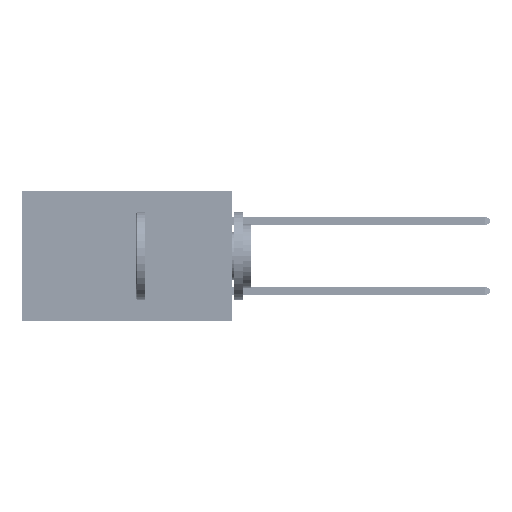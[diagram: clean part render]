
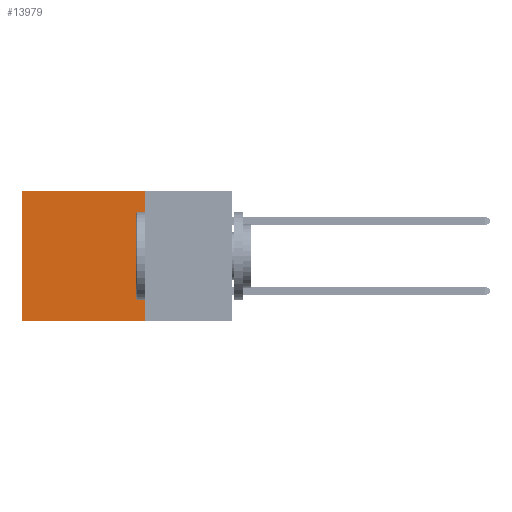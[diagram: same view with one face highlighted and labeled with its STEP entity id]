
A CAD part, left-side view. The second image highlights one B-rep face of the part: STEP entity #13979.
In plain terms, the highlighted planar face has unit normal (-1, 0, 0).
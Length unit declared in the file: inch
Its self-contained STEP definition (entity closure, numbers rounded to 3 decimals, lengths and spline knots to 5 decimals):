
#1613 = VERTEX_POINT ( 'NONE', #3401 ) ;
#2359 = DIRECTION ( 'NONE',  ( 0., 0., -1. ) ) ;
#2650 = VERTEX_POINT ( 'NONE', #14567 ) ;
#3401 = CARTESIAN_POINT ( 'NONE',  ( 0.2875, 0.25, 0. ) ) ;
#3849 = CARTESIAN_POINT ( 'NONE',  ( 0.2875, 0.25, 0. ) ) ;
#4629 = LINE ( 'NONE', #21058, #17079 ) ;
#5534 = DIRECTION ( 'NONE',  ( 0., 0., -1. ) ) ;
#8669 = CARTESIAN_POINT ( 'NONE',  ( 0.2875, 0.25, 0. ) ) ;
#9504 = CARTESIAN_POINT ( 'NONE',  ( 0.2875, 0.6, 0. ) ) ;
#12095 = CARTESIAN_POINT ( 'NONE',  ( 0.2875, 0.6, 0. ) ) ;
#12334 = ORIENTED_EDGE ( 'NONE', *, *, #40782, .T. ) ;
#13212 = FACE_OUTER_BOUND ( 'NONE', #48401, .T. ) ;
#13979 = ADVANCED_FACE ( 'NONE', ( #13212 ), #31217, .F. ) ;
#14567 = CARTESIAN_POINT ( 'NONE',  ( 0.2875, 0.25, -0.37 ) ) ;
#14674 = LINE ( 'NONE', #9504, #21157 ) ;
#15581 = EDGE_CURVE ( 'NONE', #1613, #38557, #37788, .T. ) ;
#17079 = VECTOR ( 'NONE', #32356, 39.37008 ) ;
#18069 = ORIENTED_EDGE ( 'NONE', *, *, #15581, .T. ) ;
#21058 = CARTESIAN_POINT ( 'NONE',  ( 0.2875, 0.25, -0.37 ) ) ;
#21157 = VECTOR ( 'NONE', #2359, 39.37008 ) ;
#21623 = AXIS2_PLACEMENT_3D ( 'NONE', #8669, #39243, #42597 ) ;
#23416 = ORIENTED_EDGE ( 'NONE', *, *, #39226, .F. ) ;
#28791 = VECTOR ( 'NONE', #34863, 39.37008 ) ;
#31217 = PLANE ( 'NONE',  #21623 ) ;
#32356 = DIRECTION ( 'NONE',  ( 0., 1., 0. ) ) ;
#32780 = LINE ( 'NONE', #39426, #45950 ) ;
#34863 = DIRECTION ( 'NONE',  ( 0., 1., 0. ) ) ;
#37788 = LINE ( 'NONE', #3849, #28791 ) ;
#38557 = VERTEX_POINT ( 'NONE', #12095 ) ;
#39131 = ORIENTED_EDGE ( 'NONE', *, *, #45793, .F. ) ;
#39226 = EDGE_CURVE ( 'NONE', #1613, #2650, #32780, .T. ) ;
#39243 = DIRECTION ( 'NONE',  ( 1., 0., 0. ) ) ;
#39426 = CARTESIAN_POINT ( 'NONE',  ( 0.2875, 0.25, 0. ) ) ;
#40782 = EDGE_CURVE ( 'NONE', #38557, #41723, #14674, .T. ) ;
#41723 = VERTEX_POINT ( 'NONE', #41849 ) ;
#41849 = CARTESIAN_POINT ( 'NONE',  ( 0.2875, 0.6, -0.37 ) ) ;
#42597 = DIRECTION ( 'NONE',  ( 0., 0., -1. ) ) ;
#45793 = EDGE_CURVE ( 'NONE', #2650, #41723, #4629, .T. ) ;
#45950 = VECTOR ( 'NONE', #5534, 39.37008 ) ;
#48401 = EDGE_LOOP ( 'NONE', ( #12334, #39131, #23416, #18069 ) ) ;
